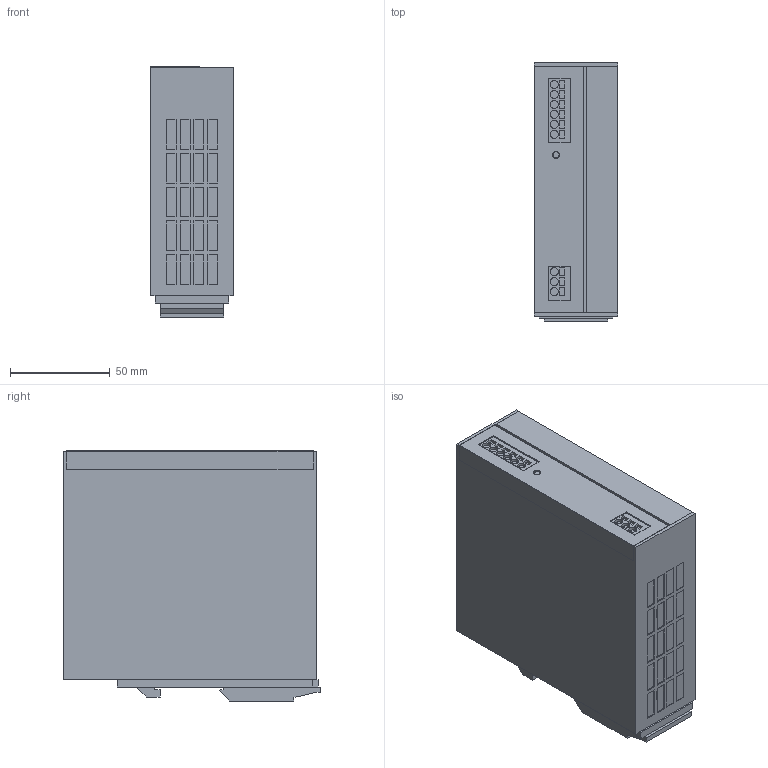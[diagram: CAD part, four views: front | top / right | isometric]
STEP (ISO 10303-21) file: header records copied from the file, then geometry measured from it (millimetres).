
FILE_DESCRIPTION(/* description */ ('Alibre Inc.'),/* implementation_level */ '2;1');
FILE_NAME(/* name */ 'export-001DE509-15BB-4DB1-9C73-CDE08A2C3908',/* time_stamp */ '2020-05-25T11:41:20+02:00',/* author */ (''),/* organization */ (''),/* preprocessor_version */ 'ST-DEVELOPER v17',/* originating_system */ 'Alibre',/* authorisation */ '');
FILE_SCHEMA (('AUTOMOTIVE_DESIGN'));
Length unit declared in the file: millimetre
Products named in the file (8): 216341; 171137
Bounding box: 42 x 129.3 x 125.4 mm (x, y, z)
Volume: 631003.3 mm3; surface area: 73413.9 mm2
Topology: 6 solids, 6 shells, 376 faces, 908 edges, 604 vertices
Faces by surface type: plane 354, cylinder 22
Full cylindrical faces by diameter (mm): 3.6 x2
Entity records: 10587 total; most frequent: CARTESIAN_POINT 1888, ORIENTED_EDGE 1812, DIRECTION 1364, EDGE_CURVE 906, VECTOR 854, LINE 854, VERTEX_POINT 604, EDGE_LOOP 450
